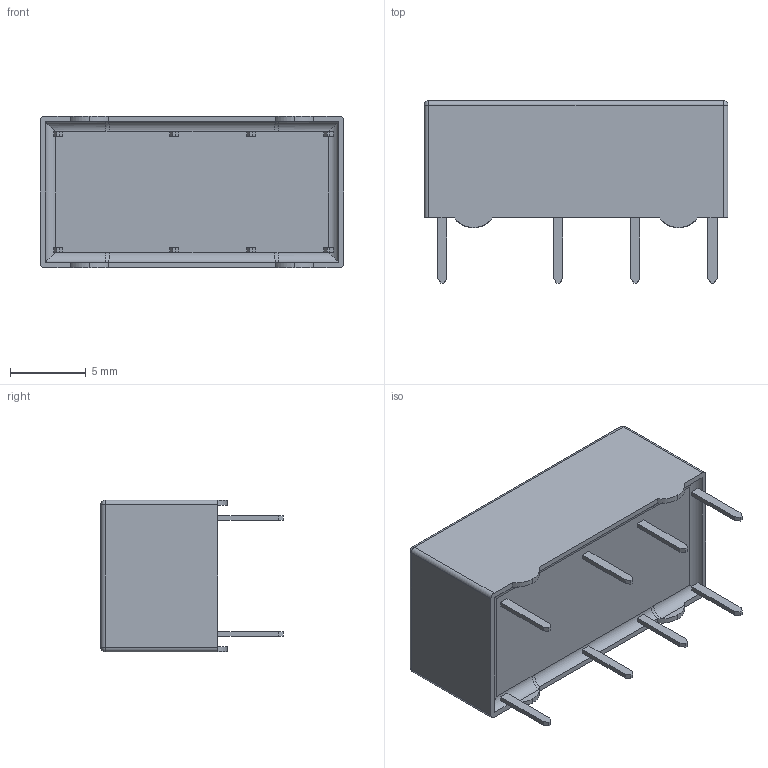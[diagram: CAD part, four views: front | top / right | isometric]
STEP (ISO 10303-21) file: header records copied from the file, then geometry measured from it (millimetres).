
FILE_DESCRIPTION (( 'STEP AP214' ), '1' );
FILE_NAME ('Omron_6GA-234P.STEP', '2023-11-13T18:51:58', ( 'Yurii' ), ( '' ), 'SwSTEP 2.0', 'SolidWorks 2019', '' );
FILE_SCHEMA (( 'AUTOMOTIVE_DESIGN' ));
Length unit declared in the file: millimetre
Products named in the file (1): Omron_6GA-234P
Bounding box: 20 x 12 x 10 mm (x, y, z)
Volume: 1461.4 mm3; surface area: 935.4 mm2
Topology: 9 solids, 9 shells, 205 faces, 1056 edges, 956 vertices
Faces by surface type: plane 173, cylinder 24, bspline 4, sphere 4
Entity records: 16240 total; most frequent: CARTESIAN_POINT 6574, ORIENTED_EDGE 2104, DIRECTION 1179, EDGE_CURVE 1052, VERTEX_POINT 956, VECTOR 687, LINE 687, B_SPLINE_CURVE_WITH_KNOTS 317
